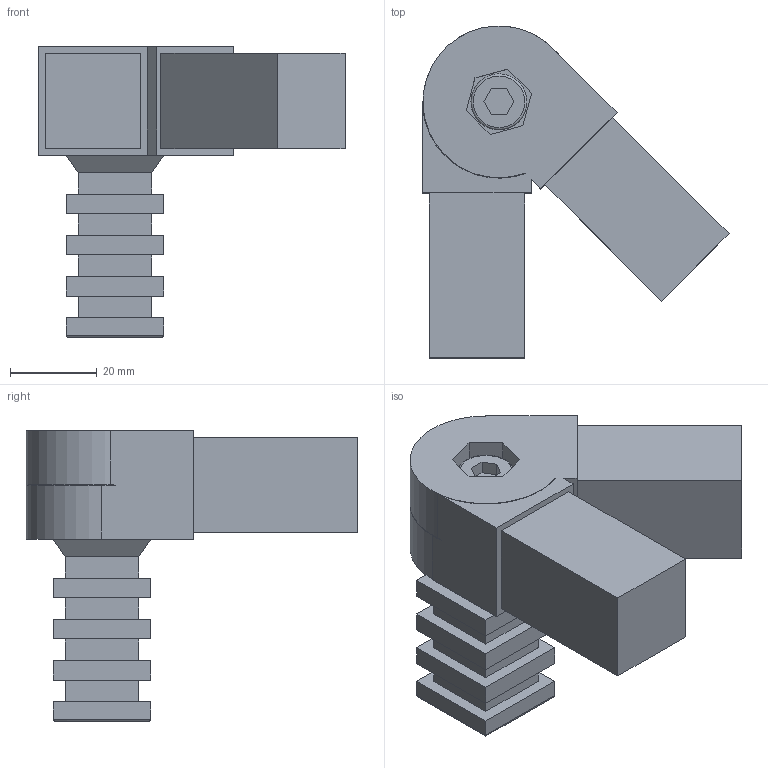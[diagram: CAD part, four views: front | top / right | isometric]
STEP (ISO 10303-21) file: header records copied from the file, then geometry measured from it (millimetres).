
FILE_DESCRIPTION( ( 'STEP AP214' ), '1' );
FILE_NAME( 'K0626.125151245.stp', '2020-12-09T09:12:54', ( '' ), ( '' ), ' ', 'PARTsolutions', ' ' );
FILE_SCHEMA( ( 'AUTOMOTIVE_DESIGN { 1 0 10303 214 1 1 1 1 }' ) );
Length unit declared in the file: millimetre
Products named in the file (1): _K0626.125151245
Bounding box: 70.53 x 76.49 x 67 mm (x, y, z)
Volume: 81995.1 mm3; surface area: 23986.6 mm2
Topology: 1 solids, 1 shells, 103 faces, 246 edges, 161 vertices
Faces by surface type: plane 90, cylinder 11, cone 1, torus 1
Full cylindrical faces by diameter (mm): 8 x2, 9 x1, 12.9 x1
Entity records: 3735 total; most frequent: CARTESIAN_POINT 503, ORIENTED_EDGE 478, DIRECTION 469, EDGE_CURVE 239, LINE 217, VECTOR 217, VERTEX_POINT 160, EDGE_LOOP 127
